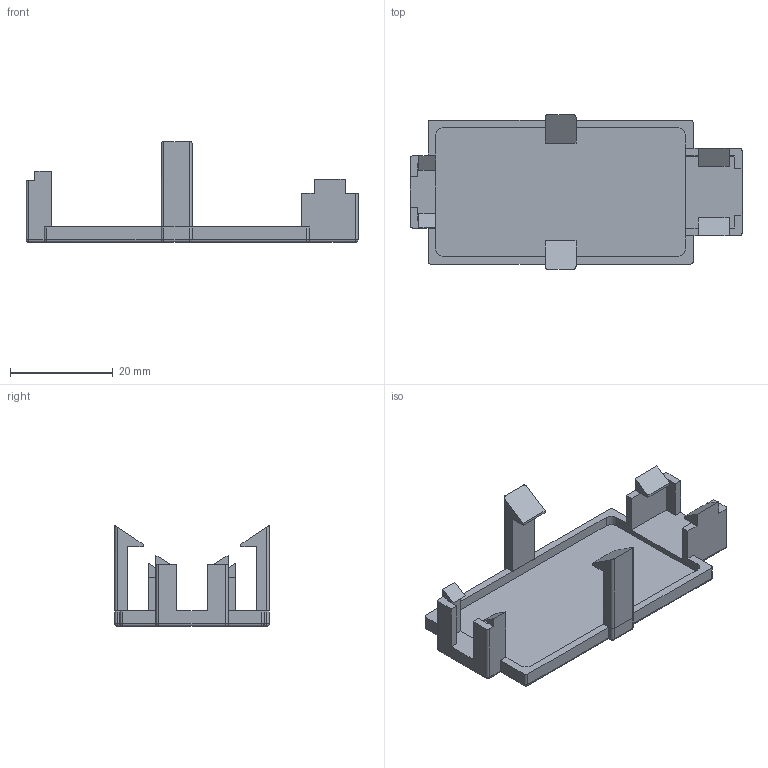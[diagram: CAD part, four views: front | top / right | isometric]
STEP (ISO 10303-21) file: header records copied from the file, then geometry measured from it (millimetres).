
FILE_DESCRIPTION(/* description */ ('STEP AP242','CAx-IF Rec.Pracs.---Representation and Presentation of Product Manufacturing Information (PMI)---4.0---2014-10-13','CAx-IF Rec.Pracs.---3D Tessellated Geometry---0.4---2014-09-14','2;1'),/* implementation_level */ '2;1');
FILE_NAME(/* name */ '65a371a55e73e5168ac41638',/* time_stamp */ '2024-01-14T05:31:17Z',/* author */ (''),/* organization */ (''),/* preprocessor_version */ 'ST-DEVELOPER v19.4',/* originating_system */ ' ',/* authorisation */ ' ');
FILE_SCHEMA (('AP242_MANAGED_MODEL_BASED_3D_ENGINEERING_MIM_LF { 1 0 10303 442 1 1 4 }'));
Length unit declared in the file: metre
Products named in the file (3): Pillar top; Pillar bottom; Base
Bounding box: 64.5 x 30 x 19.57 mm (x, y, z)
Volume: 3497.5 mm3; surface area: 5671.6 mm2
Topology: 3 solids, 3 shells, 136 faces, 352 edges, 210 vertices
Faces by surface type: plane 84, cylinder 40, sphere 12
Entity records: 4049 total; most frequent: DIRECTION 690, CARTESIAN_POINT 689, ORIENTED_EDGE 680, EDGE_CURVE 340, LINE 268, VECTOR 268, AXIS2_PLACEMENT_3D 211, VERTEX_POINT 210
